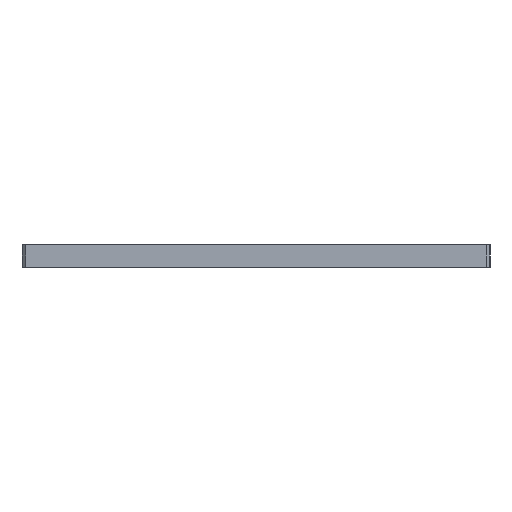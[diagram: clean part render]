
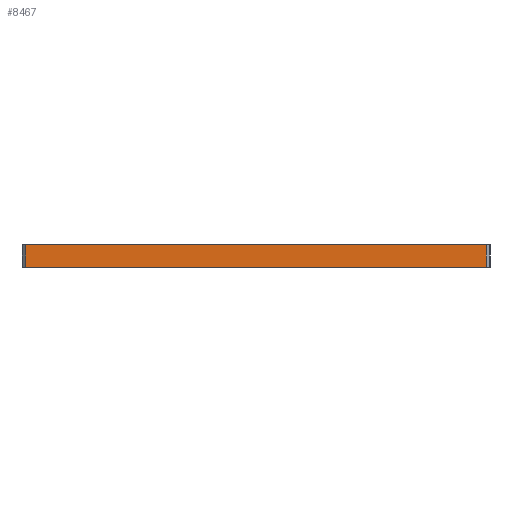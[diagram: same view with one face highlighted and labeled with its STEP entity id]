
A CAD part, left-side view. The second image highlights one B-rep face of the part: STEP entity #8467.
In plain terms, the highlighted planar face has unit normal (-1, 0, 0).
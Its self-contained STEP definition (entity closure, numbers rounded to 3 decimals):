
#1087=DIRECTION('',(0.,-1.,0.));
#1088=VECTOR('',#1087,123.);
#1089=CARTESIAN_POINT('',(-100.,63.75,0.));
#1090=LINE('',#1089,#1088);
#2181=DIRECTION('',(0.,-1.,0.));
#2182=VECTOR('',#2181,123.);
#2183=CARTESIAN_POINT('',(-100.,63.75,6.));
#2184=LINE('',#2183,#2182);
#3173=DIRECTION('',(0.,0.,-1.));
#3174=VECTOR('',#3173,6.);
#3175=CARTESIAN_POINT('',(-100.,63.75,6.));
#3176=LINE('',#3175,#3174);
#3177=DIRECTION('',(0.,0.,-1.));
#3178=VECTOR('',#3177,6.);
#3179=CARTESIAN_POINT('',(-100.,-59.25,6.));
#3180=LINE('',#3179,#3178);
#4109=CARTESIAN_POINT('',(-100.,63.75,0.));
#4111=VERTEX_POINT('',#4109);
#4115=CARTESIAN_POINT('',(-100.,63.75,6.));
#4116=VERTEX_POINT('',#4115);
#4118=CARTESIAN_POINT('',(-100.,-59.25,0.));
#4120=VERTEX_POINT('',#4118);
#4121=CARTESIAN_POINT('',(-100.,-59.25,6.));
#4122=VERTEX_POINT('',#4121);
#8455=CARTESIAN_POINT('',(-100.,64.75,0.));
#8456=DIRECTION('',(-1.,0.,0.));
#8457=DIRECTION('',(0.,-1.,0.));
#8458=AXIS2_PLACEMENT_3D('',#8455,#8456,#8457);
#8459=PLANE('',#8458);
#8461=ORIENTED_EDGE('',*,*,#8460,.F.);
#8462=ORIENTED_EDGE('',*,*,#4830,.T.);
#8463=ORIENTED_EDGE('',*,*,#8448,.T.);
#8464=ORIENTED_EDGE('',*,*,#4140,.F.);
#8465=EDGE_LOOP('',(#8461,#8462,#8463,#8464));
#8466=FACE_OUTER_BOUND('',#8465,.F.);
#8467=ADVANCED_FACE('',(#8466),#8459,.T.);
#4140=EDGE_CURVE('',#4111,#4120,#1090,.T.);
#4830=EDGE_CURVE('',#4116,#4122,#2184,.T.);
#8448=EDGE_CURVE('',#4122,#4120,#3180,.T.);
#8460=EDGE_CURVE('',#4116,#4111,#3176,.T.);
